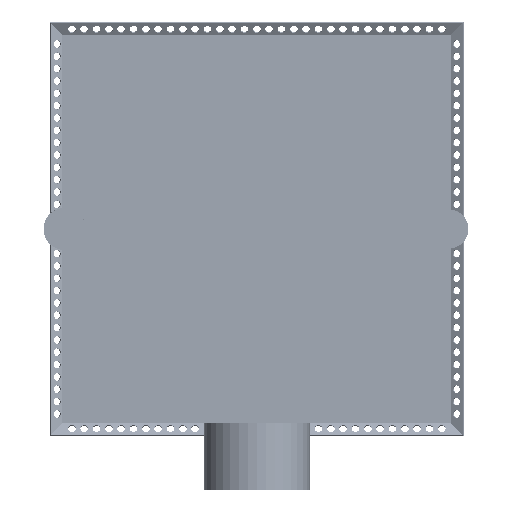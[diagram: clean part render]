
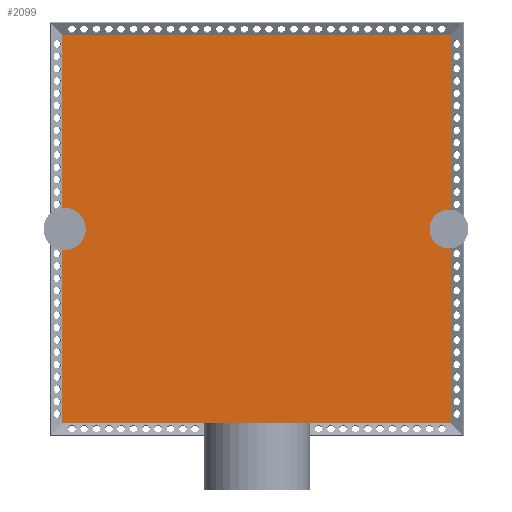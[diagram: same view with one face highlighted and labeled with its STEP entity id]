
A CAD part, front view. The second image highlights one B-rep face of the part: STEP entity #2099.
In plain terms, the highlighted planar face has unit normal (0, -1, 0).
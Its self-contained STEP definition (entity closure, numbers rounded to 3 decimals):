
#2099=ADVANCED_FACE('',(#3440),#3442,.F.);
#3440=FACE_BOUND('',#3441,.T.);
#3441=EDGE_LOOP('',(#25292,#25293,#25294,#25295,#25296,#25297,#25298,#25299,#25300,
#25301));
#3442=PLANE('',#3443);
#3443=AXIS2_PLACEMENT_3D('',#3444,#3445,#3446);
#3444=CARTESIAN_POINT('',(0.,0.,0.));
#3445=DIRECTION('',(0.,1.,0.));
#3446=DIRECTION('',(-1.,0.,0.));
#25292=ORIENTED_EDGE('',*,*,#30129,.F.);
#25293=ORIENTED_EDGE('',*,*,#30130,.F.);
#25294=ORIENTED_EDGE('',*,*,#30070,.F.);
#25295=ORIENTED_EDGE('',*,*,#30071,.F.);
#25296=ORIENTED_EDGE('',*,*,#30060,.F.);
#25297=ORIENTED_EDGE('',*,*,#30131,.F.);
#25298=ORIENTED_EDGE('',*,*,#30132,.F.);
#25299=ORIENTED_EDGE('',*,*,#30064,.F.);
#25300=ORIENTED_EDGE('',*,*,#30074,.F.);
#25301=ORIENTED_EDGE('',*,*,#30066,.F.);
#30060=EDGE_CURVE('',#32484,#32487,#32488,.T.);
#30064=EDGE_CURVE('',#32493,#32485,#32495,.T.);
#30066=EDGE_CURVE('',#32496,#32499,#32500,.T.);
#30070=EDGE_CURVE('',#32505,#32497,#32507,.T.);
#30071=EDGE_CURVE('',#32487,#32505,#32508,.T.);
#30074=EDGE_CURVE('',#32499,#32493,#32512,.T.);
#30129=EDGE_CURVE('',#32615,#32496,#32616,.T.);
#30130=EDGE_CURVE('',#32497,#32615,#32617,.T.);
#30131=EDGE_CURVE('',#32618,#32484,#32619,.T.);
#30132=EDGE_CURVE('',#32485,#32618,#32620,.T.);
#32484=VERTEX_POINT('',#37214);
#32485=VERTEX_POINT('',#37215);
#32487=VERTEX_POINT('',#37219);
#32488=LINE('',#37220,#37221);
#32493=VERTEX_POINT('',#37231);
#32495=LINE('',#37235,#37236);
#32496=VERTEX_POINT('',#37238);
#32497=VERTEX_POINT('',#37239);
#32499=VERTEX_POINT('',#37243);
#32500=LINE('',#37244,#37245);
#32505=VERTEX_POINT('',#37255);
#32507=LINE('',#37259,#37260);
#32508=LINE('',#37262,#37263);
#32512=LINE('',#37273,#37274);
#32615=VERTEX_POINT('',#37631);
#32616=CIRCLE('',#37632,19.);
#32617=CIRCLE('',#37636,19.);
#32618=VERTEX_POINT('',#37640);
#32619=CIRCLE('',#37641,17.5);
#32620=CIRCLE('',#37645,17.5);
#37214=CARTESIAN_POINT('',(0.,0.,157.615));
#37215=CARTESIAN_POINT('',(0.,0.,192.385));
#37219=CARTESIAN_POINT('',(0.,0.,0.));
#37220=CARTESIAN_POINT('',(0.,0.,157.615));
#37221=VECTOR('',#37222,1.);
#37222=DIRECTION('',(0.,0.,-1.));
#37231=CARTESIAN_POINT('',(0.,0.,350.));
#37235=CARTESIAN_POINT('',(0.,0.,350.));
#37236=VECTOR('',#37237,1.);
#37237=DIRECTION('',(0.,0.,-1.));
#37238=CARTESIAN_POINT('',(-350.,0.,193.894));
#37239=CARTESIAN_POINT('',(-350.,0.,156.106));
#37243=CARTESIAN_POINT('',(-350.,0.,350.));
#37244=CARTESIAN_POINT('',(-350.,0.,193.894));
#37245=VECTOR('',#37246,1.);
#37246=DIRECTION('',(0.,0.,1.));
#37255=CARTESIAN_POINT('',(-350.,0.,0.));
#37259=CARTESIAN_POINT('',(-350.,0.,0.));
#37260=VECTOR('',#37261,1.);
#37261=DIRECTION('',(0.,0.,1.));
#37262=CARTESIAN_POINT('',(0.,0.,0.));
#37263=VECTOR('',#37264,1.);
#37264=DIRECTION('',(-1.,0.,0.));
#37273=CARTESIAN_POINT('',(-350.,0.,350.));
#37274=VECTOR('',#37275,1.);
#37275=DIRECTION('',(1.,0.,0.));
#37631=CARTESIAN_POINT('',(-348.,0.,156.));
#37632=AXIS2_PLACEMENT_3D('',#37633,#37634,#37635);
#37633=CARTESIAN_POINT('',(-348.,0.,175.));
#37634=DIRECTION('',(0.,-1.,0.));
#37635=DIRECTION('',(0.,0.,-1.));
#37636=AXIS2_PLACEMENT_3D('',#37637,#37638,#37639);
#37637=CARTESIAN_POINT('',(-348.,0.,175.));
#37638=DIRECTION('',(0.,-1.,0.));
#37639=DIRECTION('',(-0.105,0.,-0.994));
#37640=CARTESIAN_POINT('',(-2.,0.,157.5));
#37641=AXIS2_PLACEMENT_3D('',#37642,#37643,#37644);
#37642=CARTESIAN_POINT('',(-2.,0.,175.));
#37643=DIRECTION('',(0.,-1.,0.));
#37644=DIRECTION('',(0.,0.,-1.));
#37645=AXIS2_PLACEMENT_3D('',#37646,#37647,#37648);
#37646=CARTESIAN_POINT('',(-2.,0.,175.));
#37647=DIRECTION('',(0.,-1.,0.));
#37648=DIRECTION('',(0.114,0.,0.993));
